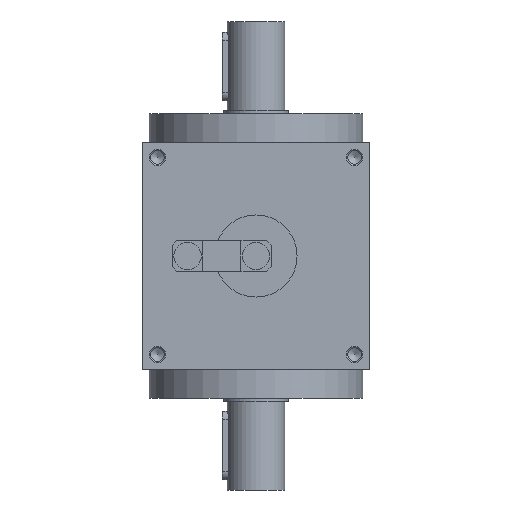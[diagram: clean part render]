
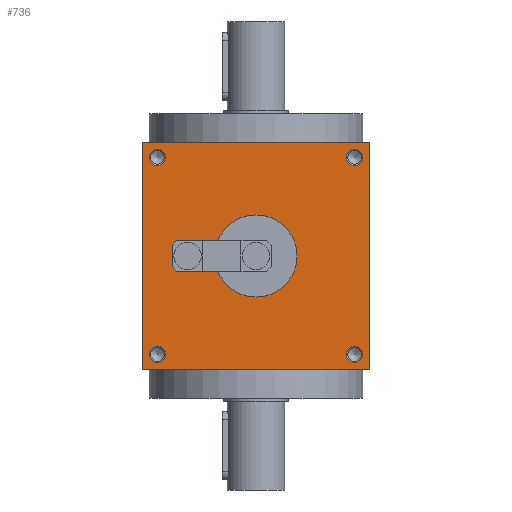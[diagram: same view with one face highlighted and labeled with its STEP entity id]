
A CAD part, left-side view. The second image highlights one B-rep face of the part: STEP entity #736.
In plain terms, the highlighted face is planar.
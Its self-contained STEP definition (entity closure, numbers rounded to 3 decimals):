
#736 = ADVANCED_FACE( '', ( #1608, #1609, #1610, #1611, #1612 ), #1613, .F. );
#1608 = FACE_BOUND( '', #2700, .T. );
#1609 = FACE_BOUND( '', #2701, .T. );
#1610 = FACE_BOUND( '', #2702, .T. );
#1611 = FACE_BOUND( '', #2703, .T. );
#1612 = FACE_OUTER_BOUND( '', #2704, .T. );
#1613 = PLANE( '', #2705 );
#2700 = EDGE_LOOP( '', ( #4312 ) );
#2701 = EDGE_LOOP( '', ( #4313 ) );
#2702 = EDGE_LOOP( '', ( #4314 ) );
#2703 = EDGE_LOOP( '', ( #4315 ) );
#2704 = EDGE_LOOP( '', ( #4316, #4317, #4318, #4319 ) );
#2705 = AXIS2_PLACEMENT_3D( '', #4320, #4321, #4322 );
#4312 = ORIENTED_EDGE( '', *, *, #6052, .F. );
#4313 = ORIENTED_EDGE( '', *, *, #5954, .T. );
#4314 = ORIENTED_EDGE( '', *, *, #5875, .F. );
#4315 = ORIENTED_EDGE( '', *, *, #5664, .T. );
#4316 = ORIENTED_EDGE( '', *, *, #6140, .F. );
#4317 = ORIENTED_EDGE( '', *, *, #6141, .F. );
#4318 = ORIENTED_EDGE( '', *, *, #6142, .F. );
#4319 = ORIENTED_EDGE( '', *, *, #6003, .F. );
#4320 = CARTESIAN_POINT( '', ( 0., 0., -83. ) );
#4321 = DIRECTION( '', ( 0., 0., 1. ) );
#4322 = DIRECTION( '', ( 1., 0., 0. ) );
#5664 = EDGE_CURVE( '', #6573, #6573, #6574, .T. );
#5875 = EDGE_CURVE( '', #6920, #6920, #6921, .T. );
#5954 = EDGE_CURVE( '', #7048, #7048, #7049, .T. );
#6003 = EDGE_CURVE( '', #7123, #7124, #7125, .T. );
#6052 = EDGE_CURVE( '', #7200, #7200, #7201, .T. );
#6140 = EDGE_CURVE( '', #7327, #7123, #7328, .T. );
#6141 = EDGE_CURVE( '', #7329, #7327, #7330, .T. );
#6142 = EDGE_CURVE( '', #7124, #7329, #7331, .T. );
#6573 = VERTEX_POINT( '', #7884 );
#6574 = CIRCLE( '', #7885, 6. );
#6920 = VERTEX_POINT( '', #8328 );
#6921 = CIRCLE( '', #8329, 6. );
#7048 = VERTEX_POINT( '', #8578 );
#7049 = CIRCLE( '', #8579, 6. );
#7123 = VERTEX_POINT( '', #8677 );
#7124 = VERTEX_POINT( '', #8678 );
#7125 = LINE( '', #8679, #8680 );
#7200 = VERTEX_POINT( '', #8778 );
#7201 = CIRCLE( '', #8779, 6. );
#7327 = VERTEX_POINT( '', #8955 );
#7328 = LINE( '', #8956, #8957 );
#7329 = VERTEX_POINT( '', #8958 );
#7330 = LINE( '', #8959, #8960 );
#7331 = LINE( '', #8961, #8962 );
#7884 = CARTESIAN_POINT( '', ( 78., -72., -83. ) );
#7885 = AXIS2_PLACEMENT_3D( '', #9643, #9644, #9645 );
#8328 = CARTESIAN_POINT( '', ( -78., -72., -83. ) );
#8329 = AXIS2_PLACEMENT_3D( '', #9935, #9936, #9937 );
#8578 = CARTESIAN_POINT( '', ( 78., 72., -83. ) );
#8579 = AXIS2_PLACEMENT_3D( '', #10034, #10035, #10036 );
#8677 = CARTESIAN_POINT( '', ( -83., -83., -83. ) );
#8678 = CARTESIAN_POINT( '', ( 83., -83., -83. ) );
#8679 = CARTESIAN_POINT( '', ( -83., -83., -83. ) );
#8680 = VECTOR( '', #10106, 1000. );
#8778 = CARTESIAN_POINT( '', ( -78., 72., -83. ) );
#8779 = AXIS2_PLACEMENT_3D( '', #10167, #10168, #10169 );
#8955 = CARTESIAN_POINT( '', ( -83., 83., -83. ) );
#8956 = CARTESIAN_POINT( '', ( -83., 83., -83. ) );
#8957 = VECTOR( '', #10258, 1000. );
#8958 = CARTESIAN_POINT( '', ( 83., 83., -83. ) );
#8959 = CARTESIAN_POINT( '', ( 83., 83., -83. ) );
#8960 = VECTOR( '', #10259, 1000. );
#8961 = CARTESIAN_POINT( '', ( 83., -83., -83. ) );
#8962 = VECTOR( '', #10260, 1000. );
#9643 = CARTESIAN_POINT( '', ( 72., -72., -83. ) );
#9644 = DIRECTION( '', ( 0., 0., 1. ) );
#9645 = DIRECTION( '', ( 1., 0., 0. ) );
#9935 = CARTESIAN_POINT( '', ( -72., -72., -83. ) );
#9936 = DIRECTION( '', ( 0., 0., -1. ) );
#9937 = DIRECTION( '', ( -1., 0., 0. ) );
#10034 = CARTESIAN_POINT( '', ( 72., 72., -83. ) );
#10035 = DIRECTION( '', ( 0., 0., 1. ) );
#10036 = DIRECTION( '', ( 1., 0., 0. ) );
#10106 = DIRECTION( '', ( 1., 0., 0. ) );
#10167 = CARTESIAN_POINT( '', ( -72., 72., -83. ) );
#10168 = DIRECTION( '', ( 0., 0., -1. ) );
#10169 = DIRECTION( '', ( -1., 0., 0. ) );
#10258 = DIRECTION( '', ( 0., -1., 0. ) );
#10259 = DIRECTION( '', ( -1., 0., 0. ) );
#10260 = DIRECTION( '', ( 0., 1., 0. ) );
